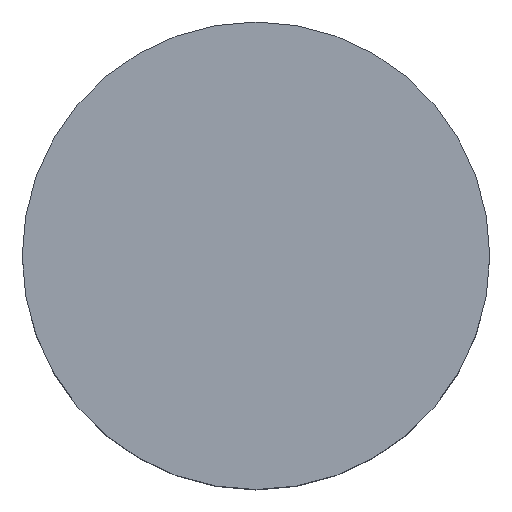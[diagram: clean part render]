
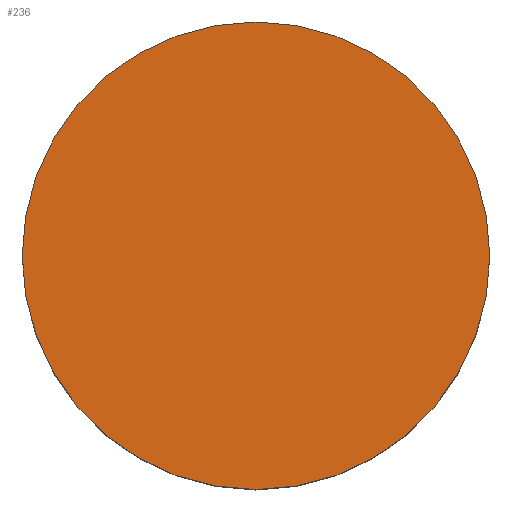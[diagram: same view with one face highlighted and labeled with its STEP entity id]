
A CAD part, top view. The second image highlights one B-rep face of the part: STEP entity #236.
In plain terms, the highlighted planar face has unit normal (0, 0, 1).
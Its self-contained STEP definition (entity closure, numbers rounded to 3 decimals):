
#20 = DIRECTION ( 'NONE',  ( 1., 0., 0. ) ) ;
#31 = FACE_OUTER_BOUND ( 'NONE', #187, .T. ) ;
#42 = DIRECTION ( 'NONE',  ( 0., 0., 1. ) ) ;
#59 = ORIENTED_EDGE ( 'NONE', *, *, #354, .T. ) ;
#60 = AXIS2_PLACEMENT_3D ( 'NONE', #150, #71, #318 ) ;
#71 = DIRECTION ( 'NONE',  ( 0., 0., 1. ) ) ;
#80 = AXIS2_PLACEMENT_3D ( 'NONE', #106, #280, #254 ) ;
#85 = VERTEX_POINT ( 'NONE', #353 ) ;
#106 = CARTESIAN_POINT ( 'NONE',  ( 0., 0., 0. ) ) ;
#110 = AXIS2_PLACEMENT_3D ( 'NONE', #134, #42, #20 ) ;
#125 = EDGE_CURVE ( 'NONE', #319, #85, #188, .T. ) ;
#134 = CARTESIAN_POINT ( 'NONE',  ( 0., 0., 0. ) ) ;
#150 = CARTESIAN_POINT ( 'NONE',  ( 0., 0., 0. ) ) ;
#160 = ORIENTED_EDGE ( 'NONE', *, *, #125, .T. ) ;
#187 = EDGE_LOOP ( 'NONE', ( #59, #160 ) ) ;
#188 = CIRCLE ( 'NONE', #110, 3. ) ;
#236 = ADVANCED_FACE ( 'NONE', ( #31 ), #239, .T. ) ;
#239 = PLANE ( 'NONE',  #60 ) ;
#254 = DIRECTION ( 'NONE',  ( 1., 0., 0. ) ) ;
#280 = DIRECTION ( 'NONE',  ( 0., 0., 1. ) ) ;
#315 = CIRCLE ( 'NONE', #80, 3. ) ;
#318 = DIRECTION ( 'NONE',  ( 1., 0., 0. ) ) ;
#319 = VERTEX_POINT ( 'NONE', #351 ) ;
#351 = CARTESIAN_POINT ( 'NONE',  ( -3., 0., 0. ) ) ;
#353 = CARTESIAN_POINT ( 'NONE',  ( 3., 0., 0. ) ) ;
#354 = EDGE_CURVE ( 'NONE', #85, #319, #315, .T. ) ;
